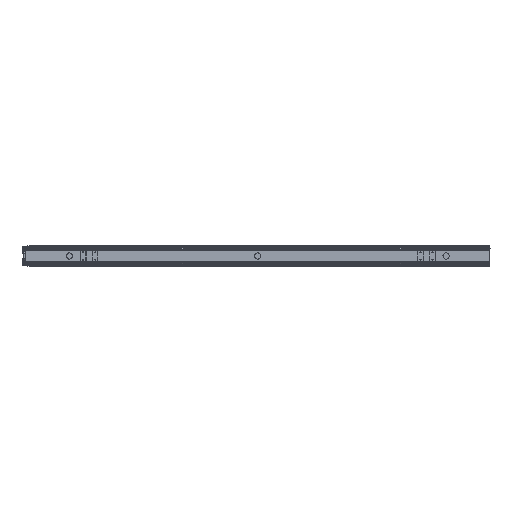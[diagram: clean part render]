
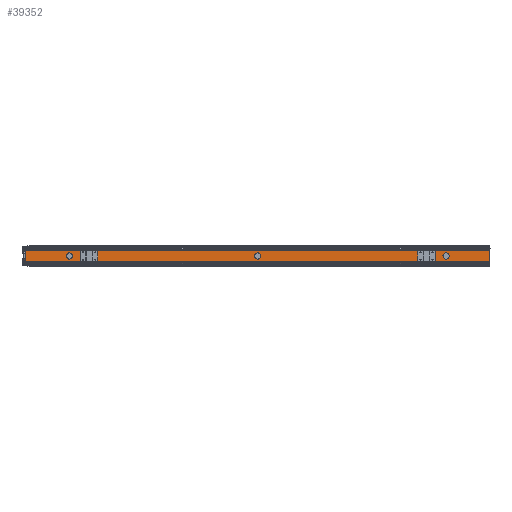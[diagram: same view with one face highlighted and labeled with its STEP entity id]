
A CAD part, left-side view. The second image highlights one B-rep face of the part: STEP entity #39352.
In plain terms, the highlighted face is planar.
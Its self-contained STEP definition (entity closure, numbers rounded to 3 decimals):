
#598=FACE_BOUND('',#6072,.T.);
#599=FACE_BOUND('',#6073,.T.);
#600=FACE_BOUND('',#6074,.T.);
#601=FACE_BOUND('',#6075,.T.);
#602=FACE_BOUND('',#6076,.T.);
#1872=PLANE('',#42388);
#3838=FACE_OUTER_BOUND('',#6071,.T.);
#6071=EDGE_LOOP('',(#33465,#33466,#33467,#33468));
#6072=EDGE_LOOP('',(#33469,#33470,#33471,#33472));
#6073=EDGE_LOOP('',(#33473,#33474,#33475,#33476));
#6074=EDGE_LOOP('',(#33477));
#6075=EDGE_LOOP('',(#33478));
#6076=EDGE_LOOP('',(#33479));
#9775=LINE('',#61608,#14511);
#9779=LINE('',#61616,#14515);
#9782=LINE('',#61622,#14518);
#9785=LINE('',#61627,#14521);
#9787=LINE('',#61633,#14523);
#9791=LINE('',#61641,#14527);
#9794=LINE('',#61647,#14530);
#9797=LINE('',#61652,#14533);
#9817=LINE('',#61713,#14553);
#9835=LINE('',#61757,#14571);
#9836=LINE('',#61759,#14572);
#9837=LINE('',#61761,#14573);
#14511=VECTOR('',#50028,10.);
#14515=VECTOR('',#50034,10.);
#14518=VECTOR('',#50039,10.);
#14521=VECTOR('',#50044,10.);
#14523=VECTOR('',#50050,10.);
#14527=VECTOR('',#50056,10.);
#14530=VECTOR('',#50061,10.);
#14533=VECTOR('',#50066,10.);
#14553=VECTOR('',#50132,10.);
#14571=VECTOR('',#50178,10.);
#14572=VECTOR('',#50181,10.);
#14573=VECTOR('',#50184,10.);
#16786=CIRCLE('',#42351,14.);
#16788=CIRCLE('',#42354,14.);
#16790=CIRCLE('',#42357,14.);
#19261=VERTEX_POINT('',#61606);
#19262=VERTEX_POINT('',#61607);
#19265=VERTEX_POINT('',#61615);
#19267=VERTEX_POINT('',#61621);
#19269=VERTEX_POINT('',#61631);
#19270=VERTEX_POINT('',#61632);
#19273=VERTEX_POINT('',#61640);
#19275=VERTEX_POINT('',#61646);
#19277=VERTEX_POINT('',#61656);
#19279=VERTEX_POINT('',#61662);
#19281=VERTEX_POINT('',#61668);
#19292=VERTEX_POINT('',#61698);
#19293=VERTEX_POINT('',#61702);
#19304=VERTEX_POINT('',#61742);
#19305=VERTEX_POINT('',#61746);
#24168=EDGE_CURVE('',#19261,#19262,#9775,.T.);
#24172=EDGE_CURVE('',#19265,#19261,#9779,.T.);
#24175=EDGE_CURVE('',#19267,#19265,#9782,.T.);
#24178=EDGE_CURVE('',#19262,#19267,#9785,.T.);
#24180=EDGE_CURVE('',#19269,#19270,#9787,.T.);
#24184=EDGE_CURVE('',#19273,#19269,#9791,.T.);
#24187=EDGE_CURVE('',#19275,#19273,#9794,.T.);
#24190=EDGE_CURVE('',#19270,#19275,#9797,.T.);
#24192=EDGE_CURVE('',#19277,#19277,#16786,.T.);
#24195=EDGE_CURVE('',#19279,#19279,#16788,.T.);
#24198=EDGE_CURVE('',#19281,#19281,#16790,.T.);
#24220=EDGE_CURVE('',#19293,#19292,#9817,.T.);
#24242=EDGE_CURVE('',#19304,#19305,#9835,.T.);
#24243=EDGE_CURVE('',#19293,#19305,#9836,.T.);
#24244=EDGE_CURVE('',#19292,#19304,#9837,.T.);
#33465=ORIENTED_EDGE('',*,*,#24220,.T.);
#33466=ORIENTED_EDGE('',*,*,#24244,.T.);
#33467=ORIENTED_EDGE('',*,*,#24242,.T.);
#33468=ORIENTED_EDGE('',*,*,#24243,.F.);
#33469=ORIENTED_EDGE('',*,*,#24168,.T.);
#33470=ORIENTED_EDGE('',*,*,#24178,.T.);
#33471=ORIENTED_EDGE('',*,*,#24175,.T.);
#33472=ORIENTED_EDGE('',*,*,#24172,.T.);
#33473=ORIENTED_EDGE('',*,*,#24180,.T.);
#33474=ORIENTED_EDGE('',*,*,#24190,.T.);
#33475=ORIENTED_EDGE('',*,*,#24187,.T.);
#33476=ORIENTED_EDGE('',*,*,#24184,.T.);
#33477=ORIENTED_EDGE('',*,*,#24192,.T.);
#33478=ORIENTED_EDGE('',*,*,#24195,.T.);
#33479=ORIENTED_EDGE('',*,*,#24198,.T.);
#39352=ADVANCED_FACE('',(#3838,#598,#599,#600,#601,#602),#1872,.T.);
#42351=AXIS2_PLACEMENT_3D('',#61657,#50072,#50073);
#42354=AXIS2_PLACEMENT_3D('',#61663,#50079,#50080);
#42357=AXIS2_PLACEMENT_3D('',#61669,#50086,#50087);
#42388=AXIS2_PLACEMENT_3D('',#61762,#50185,#50186);
#50028=DIRECTION('',(0.,0.,-1.));
#50034=DIRECTION('',(-1.,0.,0.));
#50039=DIRECTION('',(0.,0.,1.));
#50044=DIRECTION('',(1.,0.,0.));
#50050=DIRECTION('',(0.,0.,-1.));
#50056=DIRECTION('',(-1.,0.,0.));
#50061=DIRECTION('',(0.,0.,1.));
#50066=DIRECTION('',(1.,0.,0.));
#50072=DIRECTION('center_axis',(0.,-1.,0.));
#50073=DIRECTION('ref_axis',(-1.,0.,0.));
#50079=DIRECTION('center_axis',(0.,-1.,0.));
#50080=DIRECTION('ref_axis',(-1.,0.,0.));
#50086=DIRECTION('center_axis',(0.,-1.,0.));
#50087=DIRECTION('ref_axis',(-1.,0.,0.));
#50132=DIRECTION('',(-1.,0.,0.));
#50178=DIRECTION('',(1.,0.,0.));
#50181=DIRECTION('',(0.,0.,1.));
#50184=DIRECTION('',(0.,0.,1.));
#50185=DIRECTION('center_axis',(0.,1.,0.));
#50186=DIRECTION('ref_axis',(0.,0.,1.));
#61606=CARTESIAN_POINT('',(-1870.5,0.8,2.75));
#61607=CARTESIAN_POINT('',(-1870.5,0.8,-2.75));
#61608=CARTESIAN_POINT('',(-1870.5,0.8,8.375));
#61615=CARTESIAN_POINT('',(-1870.,0.8,2.75));
#61616=CARTESIAN_POINT('',(-1465.,0.8,2.75));
#61621=CARTESIAN_POINT('',(-1870.,0.8,-2.75));
#61622=CARTESIAN_POINT('',(-1870.,0.8,5.625));
#61627=CARTESIAN_POINT('',(-1465.25,0.8,-2.75));
#61631=CARTESIAN_POINT('',(-250.5,0.8,2.75));
#61632=CARTESIAN_POINT('',(-250.5,0.8,-2.75));
#61633=CARTESIAN_POINT('',(-250.5,0.8,8.375));
#61640=CARTESIAN_POINT('',(-250.,0.8,2.75));
#61641=CARTESIAN_POINT('',(-655.,0.8,2.75));
#61646=CARTESIAN_POINT('',(-250.,0.8,-2.75));
#61647=CARTESIAN_POINT('',(-250.,0.8,5.625));
#61652=CARTESIAN_POINT('',(-655.25,0.8,-2.75));
#61656=CARTESIAN_POINT('',(-1906.,0.8,0.));
#61657=CARTESIAN_POINT('Origin',(-1920.,0.8,0.));
#61662=CARTESIAN_POINT('',(-1046.,0.8,0.));
#61663=CARTESIAN_POINT('Origin',(-1060.,0.8,0.));
#61668=CARTESIAN_POINT('',(-186.,0.8,0.));
#61669=CARTESIAN_POINT('Origin',(-200.,0.8,0.));
#61698=CARTESIAN_POINT('',(-2120.,0.8,-26.4));
#61702=CARTESIAN_POINT('',(0.,0.8,-26.4));
#61713=CARTESIAN_POINT('',(-530.,0.8,-26.4));
#61742=CARTESIAN_POINT('',(-2120.,0.8,26.4));
#61746=CARTESIAN_POINT('',(0.,0.8,26.4));
#61757=CARTESIAN_POINT('',(-530.,0.8,26.4));
#61759=CARTESIAN_POINT('',(0.,0.8,28.));
#61761=CARTESIAN_POINT('',(-2120.,0.8,0.));
#61762=CARTESIAN_POINT('Origin',(-1060.,0.8,14.));
